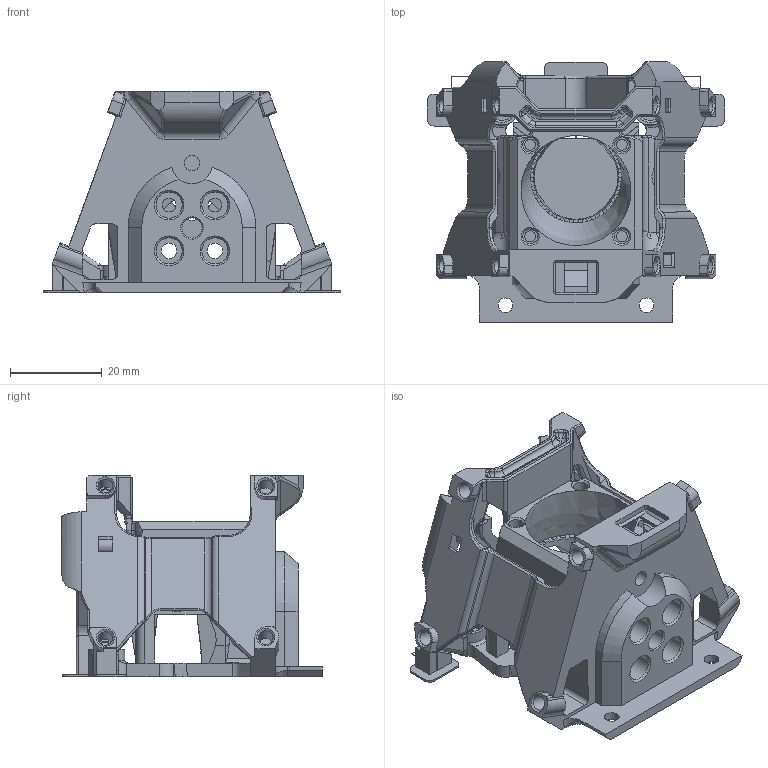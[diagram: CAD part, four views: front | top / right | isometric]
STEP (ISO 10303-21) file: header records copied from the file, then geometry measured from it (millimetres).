
FILE_DESCRIPTION(/* description */ ('STEP AP242','CAx-IF Rec.Pracs.---Representation and Presentation of Product Manufacturing Information (PMI)---4.0---2014-10-13','CAx-IF Rec.Pracs.---3D Tessellated Geometry---0.4---2014-09-14','2;1'),/* implementation_level */ '2;1');
FILE_NAME(/* name */ 'Xol_HE_Mount-XG_XolPAP_HeatSets',/* time_stamp */ '2024-10-19T07:39:15Z',/* author */ (''),/* organization */ (''),/* preprocessor_version */ 'ST-DEVELOPER v20',/* originating_system */ ' ',/* authorisation */ ' ');
FILE_SCHEMA (('AP242_MANAGED_MODEL_BASED_3D_ENGINEERING_MIM_LF { 1 0 10303 442 1 1 4 }'));
Products named in the file (3): Xol_HE_Mount-XG_XolPAP_HeatSets; Xol_HE_Mount-XG_XolPAP; Support
Assembly tree (2 placements, depth 2):
  Xol_HE_Mount-XG_XolPAP_HeatSets
    Xol_HE_Mount-XG_XolPAP
    Support
Bounding box: 64.89 x 56.81 x 44 mm (x, y, z)
Volume: 29737.8 mm3; surface area: 25543.5 mm2
Topology: 2 solids, 2 shells, 1438 faces, 3908 edges, 2431 vertices
Faces by surface type: plane 639, cylinder 444, bspline 197, torus 77, cone 51, sphere 30
Full cylindrical faces by diameter (mm): 2.4 x8, 3 x2, 3.1 x4, 3.2 x14, 3.4 x5, 4.4 x1, 5.7 x4, 5.9 x2
Entity records: 49036 total; most frequent: CARTESIAN_POINT 14938, ORIENTED_EDGE 7504, DIRECTION 6538, EDGE_CURVE 3752, VERTEX_POINT 2384, AXIS2_PLACEMENT_3D 2303, LINE 1932, VECTOR 1932
